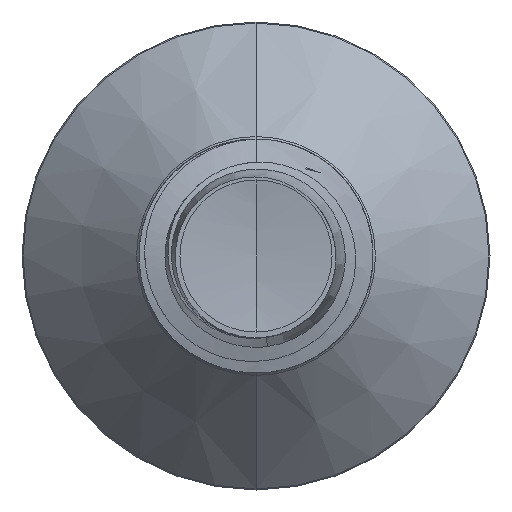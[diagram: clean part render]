
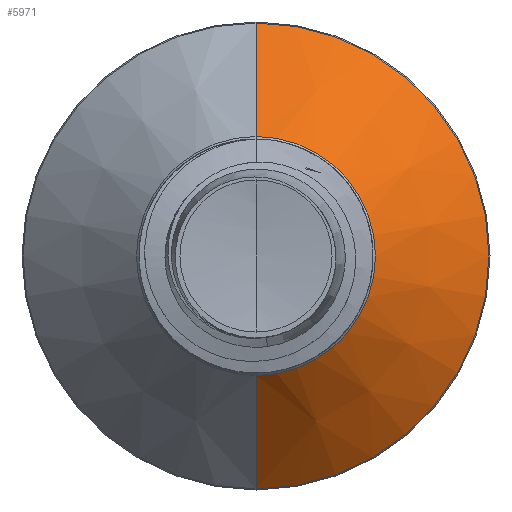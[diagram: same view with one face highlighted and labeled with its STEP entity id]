
A CAD part, front view. The second image highlights one B-rep face of the part: STEP entity #5971.
In plain terms, the highlighted conical face has half-angle 45 degrees and reference radius 2.042 mm.
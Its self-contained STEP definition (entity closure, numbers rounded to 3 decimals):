
#111 = DIRECTION ( 'NONE',  ( 0., 0., 1. ) ) ;
#548 = ORIENTED_EDGE ( 'NONE', *, *, #28443, .T. ) ;
#3169 = AXIS2_PLACEMENT_3D ( 'NONE', #25602, #28354, #9441 ) ;
#4073 = VERTEX_POINT ( 'NONE', #18207 ) ;
#4089 = EDGE_CURVE ( 'NONE', #22771, #21909, #6469, .T. ) ;
#4687 = VECTOR ( 'NONE', #15566, 1000. ) ;
#5971 = ADVANCED_FACE ( 'NONE', ( #22296 ), #6908, .T. ) ;
#6469 = LINE ( 'NONE', #26320, #4687 ) ;
#6908 = CONICAL_SURFACE ( 'NONE', #3169, 2.042, 0.785 ) ;
#7093 = DIRECTION ( 'NONE',  ( 0., 1., 0. ) ) ;
#8481 = EDGE_CURVE ( 'NONE', #21909, #22110, #9053, .T. ) ;
#9053 = CIRCLE ( 'NONE', #11740, 3.982 ) ;
#9441 = DIRECTION ( 'NONE',  ( 0., 0., 1. ) ) ;
#9534 = DIRECTION ( 'NONE',  ( 0., 0.707, -0.707 ) ) ;
#9870 = AXIS2_PLACEMENT_3D ( 'NONE', #23465, #7093, #26127 ) ;
#11740 = AXIS2_PLACEMENT_3D ( 'NONE', #32673, #16646, #111 ) ;
#15566 = DIRECTION ( 'NONE',  ( 0., 0.707, 0.707 ) ) ;
#16627 = CIRCLE ( 'NONE', #9870, 2.042 ) ;
#16646 = DIRECTION ( 'NONE',  ( 0., 1., 0. ) ) ;
#18207 = CARTESIAN_POINT ( 'NONE',  ( 0., 14.842, -2.042 ) ) ;
#20109 = LINE ( 'NONE', #23140, #34240 ) ;
#21501 = EDGE_CURVE ( 'NONE', #4073, #22110, #20109, .T. ) ;
#21909 = VERTEX_POINT ( 'NONE', #23371 ) ;
#22110 = VERTEX_POINT ( 'NONE', #33997 ) ;
#22296 = FACE_OUTER_BOUND ( 'NONE', #30916, .T. ) ;
#22771 = VERTEX_POINT ( 'NONE', #31395 ) ;
#23140 = CARTESIAN_POINT ( 'NONE',  ( 0., 14.842, -2.042 ) ) ;
#23371 = CARTESIAN_POINT ( 'NONE',  ( 0., 16.782, 3.982 ) ) ;
#23465 = CARTESIAN_POINT ( 'NONE',  ( 0., 14.842, 0. ) ) ;
#25602 = CARTESIAN_POINT ( 'NONE',  ( 0., 14.842, 0. ) ) ;
#26127 = DIRECTION ( 'NONE',  ( 0., 0., 1. ) ) ;
#26320 = CARTESIAN_POINT ( 'NONE',  ( 0., 14.842, 2.042 ) ) ;
#28354 = DIRECTION ( 'NONE',  ( 0., 1., 0. ) ) ;
#28443 = EDGE_CURVE ( 'NONE', #22771, #4073, #16627, .T. ) ;
#29274 = ORIENTED_EDGE ( 'NONE', *, *, #4089, .F. ) ;
#29428 = ORIENTED_EDGE ( 'NONE', *, *, #8481, .F. ) ;
#29863 = ORIENTED_EDGE ( 'NONE', *, *, #21501, .T. ) ;
#30916 = EDGE_LOOP ( 'NONE', ( #548, #29863, #29428, #29274 ) ) ;
#31395 = CARTESIAN_POINT ( 'NONE',  ( 0., 14.842, 2.042 ) ) ;
#32673 = CARTESIAN_POINT ( 'NONE',  ( 0., 16.782, 0. ) ) ;
#33997 = CARTESIAN_POINT ( 'NONE',  ( 0., 16.782, -3.982 ) ) ;
#34240 = VECTOR ( 'NONE', #9534, 1000. ) ;
